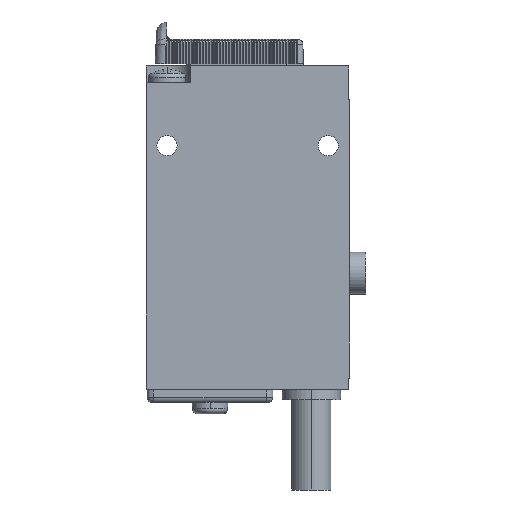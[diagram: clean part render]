
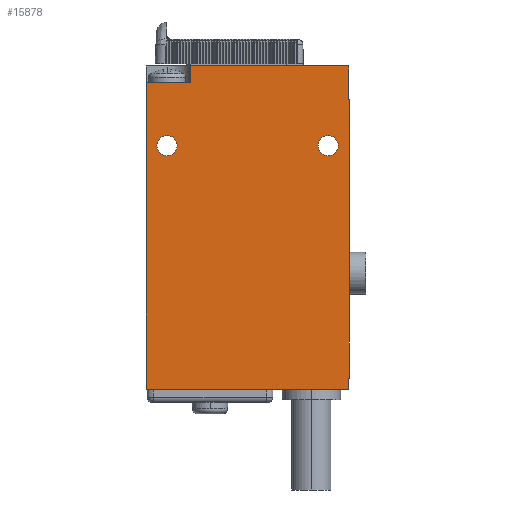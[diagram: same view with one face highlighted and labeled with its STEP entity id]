
A CAD part, left-side view. The second image highlights one B-rep face of the part: STEP entity #15878.
In plain terms, the highlighted planar face has unit normal (-1, 0, 0).
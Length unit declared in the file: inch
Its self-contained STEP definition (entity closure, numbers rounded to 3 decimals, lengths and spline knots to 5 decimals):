
#4269=DIRECTION('',(0.,1.,0.));
#4270=VECTOR('',#4269,0.941);
#4271=CARTESIAN_POINT('',(-0.236,0.002,0.2));
#4272=LINE('',#4271,#4270);
#4360=DIRECTION('',(0.,0.,-1.));
#4361=VECTOR('',#4360,0.07);
#4362=CARTESIAN_POINT('',(-0.236,1.205,-1.66));
#4363=LINE('',#4362,#4361);
#4364=DIRECTION('',(0.,1.,0.));
#4365=VECTOR('',#4364,0.005);
#4366=CARTESIAN_POINT('',(-0.236,0.,-1.66));
#4367=LINE('',#4366,#4365);
#4368=DIRECTION('',(0.,0.,-1.));
#4369=VECTOR('',#4368,0.07);
#4370=CARTESIAN_POINT('',(-0.236,0.005,-1.66));
#4371=LINE('',#4370,#4369);
#4372=DIRECTION('',(0.,1.,0.));
#4373=VECTOR('',#4372,0.005);
#4374=CARTESIAN_POINT('',(-0.236,1.205,-1.66));
#4375=LINE('',#4374,#4373);
#4376=DIRECTION('',(0.,-1.,0.));
#4377=VECTOR('',#4376,0.267);
#4378=CARTESIAN_POINT('',(-0.236,1.21,0.1));
#4379=LINE('',#4378,#4377);
#4380=DIRECTION('',(0.,0.,-1.));
#4381=VECTOR('',#4380,0.1);
#4382=CARTESIAN_POINT('',(-0.236,0.943,0.2));
#4383=LINE('',#4382,#4381);
#4384=DIRECTION('',(0.,0.,-1.));
#4385=VECTOR('',#4384,0.2);
#4386=CARTESIAN_POINT('',(-0.236,0.002,0.2));
#4387=LINE('',#4386,#4385);
#4388=DIRECTION('',(0.,-1.,0.));
#4389=VECTOR('',#4388,0.002);
#4390=CARTESIAN_POINT('',(-0.236,0.002,0.));
#4391=LINE('',#4390,#4389);
#4392=DIRECTION('',(0.,0.,-1.));
#4393=VECTOR('',#4392,1.66);
#4394=CARTESIAN_POINT('',(-0.236,0.,0.));
#4395=LINE('',#4394,#4393);
#4396=CARTESIAN_POINT('',(-0.236,1.085,-0.275));
#4397=DIRECTION('',(1.,0.,0.));
#4398=DIRECTION('',(0.,0.,-1.));
#4399=AXIS2_PLACEMENT_3D('',#4396,#4397,#4398);
#4401=CARTESIAN_POINT('',(-0.236,1.085,-0.275));
#4402=DIRECTION('',(1.,0.,0.));
#4403=DIRECTION('',(0.,0.,1.));
#4404=AXIS2_PLACEMENT_3D('',#4401,#4402,#4403);
#4406=CARTESIAN_POINT('',(-0.236,0.125,-0.275));
#4407=DIRECTION('',(1.,0.,0.));
#4408=DIRECTION('',(0.,0.,-1.));
#4409=AXIS2_PLACEMENT_3D('',#4406,#4407,#4408);
#4411=CARTESIAN_POINT('',(-0.236,0.125,-0.275));
#4412=DIRECTION('',(1.,0.,0.));
#4413=DIRECTION('',(0.,0.,1.));
#4414=AXIS2_PLACEMENT_3D('',#4411,#4412,#4413);
#4440=DIRECTION('',(0.,1.,0.));
#4441=VECTOR('',#4440,1.2);
#4442=CARTESIAN_POINT('',(-0.236,0.005,-1.73));
#4443=LINE('',#4442,#4441);
#6519=DIRECTION('',(0.,0.,-1.));
#6520=VECTOR('',#6519,1.76);
#6521=CARTESIAN_POINT('',(-0.236,1.21,0.1));
#6522=LINE('',#6521,#6520);
#9181=CARTESIAN_POINT('',(-0.236,0.,0.));
#9182=CARTESIAN_POINT('',(-0.236,0.,-1.66));
#9183=VERTEX_POINT('',#9181);
#9184=VERTEX_POINT('',#9182);
#9189=CARTESIAN_POINT('',(-0.236,1.21,-1.66));
#9191=VERTEX_POINT('',#9189);
#9201=CARTESIAN_POINT('',(-0.236,1.085,-0.335));
#9202=CARTESIAN_POINT('',(-0.236,1.085,-0.215));
#9203=VERTEX_POINT('',#9201);
#9204=VERTEX_POINT('',#9202);
#9205=CARTESIAN_POINT('',(-0.236,0.125,-0.335));
#9206=CARTESIAN_POINT('',(-0.236,0.125,-0.215));
#9207=VERTEX_POINT('',#9205);
#9208=VERTEX_POINT('',#9206);
#9497=CARTESIAN_POINT('',(-0.236,0.943,0.2));
#9499=VERTEX_POINT('',#9497);
#9513=CARTESIAN_POINT('',(-0.236,0.943,0.1));
#9514=VERTEX_POINT('',#9513);
#9519=CARTESIAN_POINT('',(-0.236,0.002,0.2));
#9520=VERTEX_POINT('',#9519);
#9591=CARTESIAN_POINT('',(-0.236,1.21,0.1));
#9592=VERTEX_POINT('',#9591);
#9599=CARTESIAN_POINT('',(-0.236,0.002,0.));
#9601=VERTEX_POINT('',#9599);
#10962=CARTESIAN_POINT('',(-0.236,0.005,-1.73));
#10964=VERTEX_POINT('',#10962);
#10965=CARTESIAN_POINT('',(-0.236,1.205,-1.73));
#10966=VERTEX_POINT('',#10965);
#11347=CARTESIAN_POINT('',(-0.236,0.005,-1.66));
#11349=VERTEX_POINT('',#11347);
#11351=CARTESIAN_POINT('',(-0.236,1.205,-1.66));
#11353=VERTEX_POINT('',#11351);
#15838=CARTESIAN_POINT('',(-0.236,0.,0.));
#15839=DIRECTION('',(1.,0.,0.));
#15840=DIRECTION('',(0.,0.,-1.));
#15841=AXIS2_PLACEMENT_3D('',#15838,#15839,#15840);
#15842=PLANE('',#15841);
#15844=ORIENTED_EDGE('',*,*,#15843,.T.);
#15846=ORIENTED_EDGE('',*,*,#15845,.T.);
#15848=ORIENTED_EDGE('',*,*,#15847,.T.);
#15849=ORIENTED_EDGE('',*,*,#15830,.F.);
#15850=ORIENTED_EDGE('',*,*,#15819,.T.);
#15852=ORIENTED_EDGE('',*,*,#15851,.F.);
#15854=ORIENTED_EDGE('',*,*,#15853,.T.);
#15856=ORIENTED_EDGE('',*,*,#15855,.F.);
#15857=ORIENTED_EDGE('',*,*,#15722,.F.);
#15859=ORIENTED_EDGE('',*,*,#15858,.T.);
#15861=ORIENTED_EDGE('',*,*,#15860,.T.);
#15863=ORIENTED_EDGE('',*,*,#15862,.T.);
#15864=EDGE_LOOP('',(#15844,#15846,#15848,#15849,#15850,#15852,#15854,#15856,
#15857,#15859,#15861,#15863));
#15865=FACE_OUTER_BOUND('',#15864,.F.);
#15867=ORIENTED_EDGE('',*,*,#15866,.F.);
#15869=ORIENTED_EDGE('',*,*,#15868,.F.);
#15870=EDGE_LOOP('',(#15867,#15869));
#15871=FACE_BOUND('',#15870,.F.);
#15873=ORIENTED_EDGE('',*,*,#15872,.F.);
#15875=ORIENTED_EDGE('',*,*,#15874,.F.);
#15876=EDGE_LOOP('',(#15873,#15875));
#15877=FACE_BOUND('',#15876,.F.);
#15878=ADVANCED_FACE('',(#15865,#15871,#15877),#15842,.F.);
#4400=CIRCLE('',#4399,0.06);
#4405=CIRCLE('',#4404,0.06);
#4410=CIRCLE('',#4409,0.06);
#4415=CIRCLE('',#4414,0.06);
#15722=EDGE_CURVE('',#9520,#9499,#4272,.T.);
#15819=EDGE_CURVE('',#11353,#9191,#4375,.T.);
#15830=EDGE_CURVE('',#11353,#10966,#4363,.T.);
#15843=EDGE_CURVE('',#9184,#11349,#4367,.T.);
#15845=EDGE_CURVE('',#11349,#10964,#4371,.T.);
#15847=EDGE_CURVE('',#10964,#10966,#4443,.T.);
#15851=EDGE_CURVE('',#9592,#9191,#6522,.T.);
#15853=EDGE_CURVE('',#9592,#9514,#4379,.T.);
#15855=EDGE_CURVE('',#9499,#9514,#4383,.T.);
#15858=EDGE_CURVE('',#9520,#9601,#4387,.T.);
#15860=EDGE_CURVE('',#9601,#9183,#4391,.T.);
#15862=EDGE_CURVE('',#9183,#9184,#4395,.T.);
#15866=EDGE_CURVE('',#9203,#9204,#4400,.T.);
#15868=EDGE_CURVE('',#9204,#9203,#4405,.T.);
#15872=EDGE_CURVE('',#9207,#9208,#4410,.T.);
#15874=EDGE_CURVE('',#9208,#9207,#4415,.T.);
